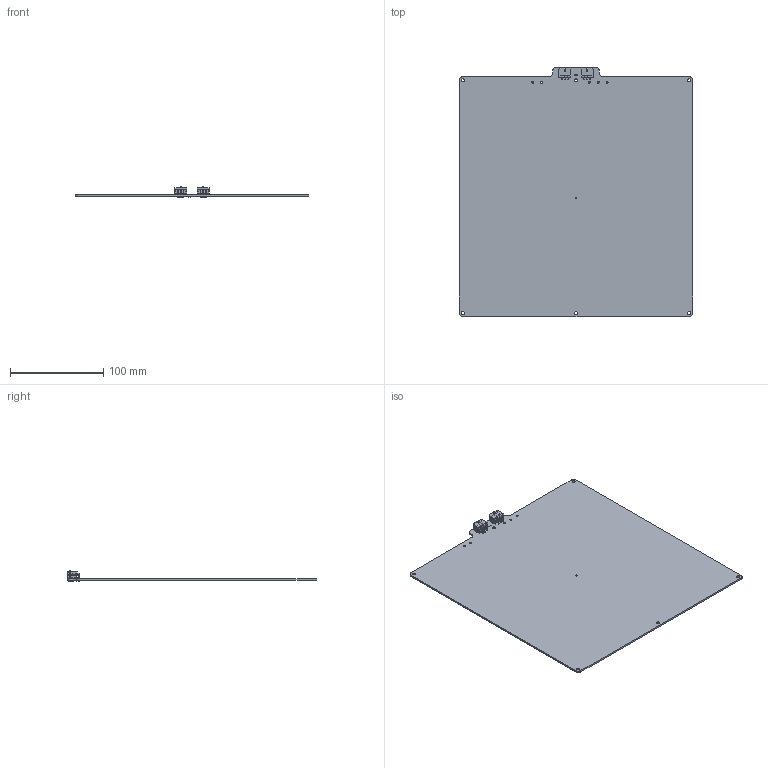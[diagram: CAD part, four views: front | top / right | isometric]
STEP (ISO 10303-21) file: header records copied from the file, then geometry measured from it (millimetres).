
FILE_DESCRIPTION(('Open CASCADE Model'),'2;1');
FILE_NAME('Open CASCADE Shape Model','2016-06-08T17:33:20',('Author'),( 'Open CASCADE'),'Open CASCADE STEP processor 6.8','Open CASCADE 6.8' ,'Unknown');
FILE_SCHEMA(('AUTOMOTIVE_DESIGN { 1 0 10303 214 1 1 1 1 }'));
Length unit declared in the file: millimetre
Products named in the file (27): PCB; Board; 24V; molex430450600; Open CASCADE STEP translator 6.8 1.2.1.1; Open CASCADE STEP translator 6.8 1.2.1.2; 12V; R1; RES_0805_(2012_metric); D2; 975209296; Extruded; 975209704; 975209840; 975209976; D1; 975210112; 975210248; 975210384; R2; RES_0603_(1608_metric)
Assembly tree (28 placements, depth 4):
  PCB
    Board
    24V
      molex430450600
        Open CASCADE STEP translator 6.8 1.2.1.1
        Open CASCADE STEP translator 6.8 1.2.1.2
    12V
      molex430450600
        Open CASCADE STEP translator 6.8 1.2.1.1
        Open CASCADE STEP translator 6.8 1.2.1.2
    R1
      RES_0805_(2012_metric)
    D2
      975209296
        Extruded
      975209704
        Extruded
      975209840
        Extruded
      975209976
        Extruded
    D1
      975210112
        Extruded
      975209704
        Extruded
      975210248
        Extruded
      975210384
        Extruded
    R2
      RES_0603_(1608_metric)
Bounding box: 250 x 267 x 11.95 mm (x, y, z)
Volume: 116966 mm3; surface area: 134014.1 mm2
Topology: 13 solids, 13 shells, 875 faces, 2269 edges, 1488 vertices
Faces by surface type: plane 822, cylinder 45, cone 4, torus 4
Full cylindrical faces by diameter (mm): 0.9 x2, 1 x12, 2 x5, 3 x2, 3.2 x6
Entity records: 35253 total; most frequent: CARTESIAN_POINT 7279, DIRECTION 5111, LINE 3789, VECTOR 3789, ORIENTED_EDGE 2680, PCURVE 2680, DEFINITIONAL_REPRESENTATION 2680, EDGE_CURVE 1340
